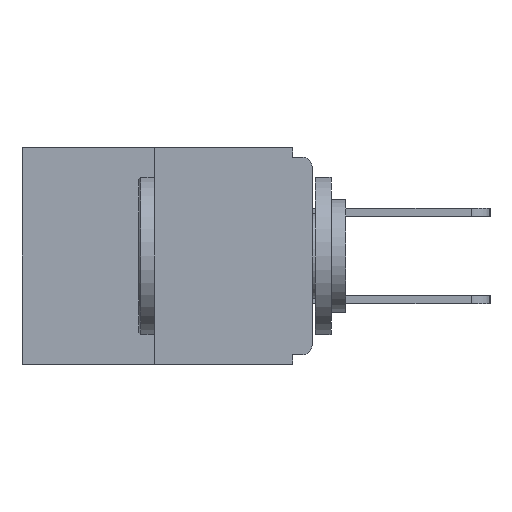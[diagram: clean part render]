
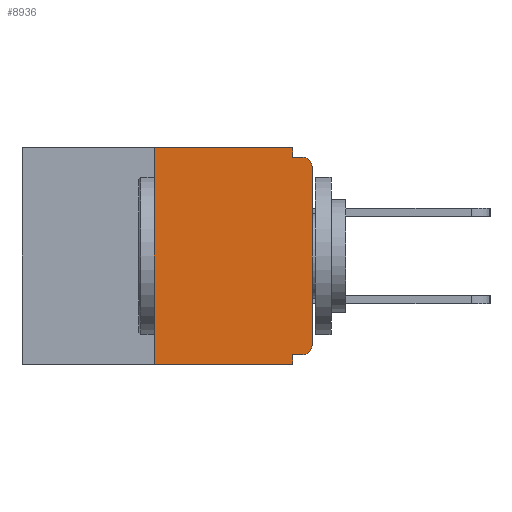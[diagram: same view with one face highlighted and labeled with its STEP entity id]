
A CAD part, left-side view. The second image highlights one B-rep face of the part: STEP entity #8936.
In plain terms, the highlighted planar face has unit normal (-1, 0, 0).
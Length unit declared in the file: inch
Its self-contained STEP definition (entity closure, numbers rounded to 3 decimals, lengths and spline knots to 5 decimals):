
#319 = FACE_OUTER_BOUND ( 'NONE', #8082, .T. ) ;
#368 = CARTESIAN_POINT ( 'NONE',  ( 0., 0.25, 0. ) ) ;
#548 = DIRECTION ( 'NONE',  ( -1., 0., 0. ) ) ;
#588 = EDGE_CURVE ( 'NONE', #8189, #8476, #11261, .T. ) ;
#759 = CIRCLE ( 'NONE', #11206, 0.015 ) ;
#872 = EDGE_CURVE ( 'NONE', #8476, #9902, #8725, .T. ) ;
#906 = CARTESIAN_POINT ( 'NONE',  ( 0., 0.031, 0. ) ) ;
#1415 = CARTESIAN_POINT ( 'NONE',  ( 0., 0., -0.03 ) ) ;
#1624 = EDGE_CURVE ( 'NONE', #12827, #8305, #13053, .T. ) ;
#1976 = ORIENTED_EDGE ( 'NONE', *, *, #12352, .T. ) ;
#2096 = CARTESIAN_POINT ( 'NONE',  ( 0., 0.015, -0.328 ) ) ;
#2220 = LINE ( 'NONE', #7497, #13786 ) ;
#2391 = VERTEX_POINT ( 'NONE', #906 ) ;
#2646 = VECTOR ( 'NONE', #13745, 39.37008 ) ;
#2657 = CARTESIAN_POINT ( 'NONE',  ( 0., 0.25, 0. ) ) ;
#2794 = CIRCLE ( 'NONE', #3802, 0.015 ) ;
#3070 = VERTEX_POINT ( 'NONE', #12972 ) ;
#3072 = DIRECTION ( 'NONE',  ( 0., 1., 0. ) ) ;
#3239 = EDGE_CURVE ( 'NONE', #2391, #12827, #4784, .T. ) ;
#3422 = CARTESIAN_POINT ( 'NONE',  ( 0., 0.031, -0.015 ) ) ;
#3647 = EDGE_CURVE ( 'NONE', #7895, #2391, #6825, .T. ) ;
#3802 = AXIS2_PLACEMENT_3D ( 'NONE', #6959, #548, #3837 ) ;
#3837 = DIRECTION ( 'NONE',  ( 0., 0., -1. ) ) ;
#4175 = DIRECTION ( 'NONE',  ( 0., -1., 0. ) ) ;
#4373 = EDGE_CURVE ( 'NONE', #8146, #7895, #4762, .T. ) ;
#4638 = LINE ( 'NONE', #8155, #12501 ) ;
#4762 = LINE ( 'NONE', #368, #5774 ) ;
#4770 = ORIENTED_EDGE ( 'NONE', *, *, #872, .F. ) ;
#4784 = LINE ( 'NONE', #10309, #11367 ) ;
#4941 = VECTOR ( 'NONE', #4175, 39.37008 ) ;
#5106 = ORIENTED_EDGE ( 'NONE', *, *, #588, .F. ) ;
#5418 = ORIENTED_EDGE ( 'NONE', *, *, #3647, .F. ) ;
#5534 = DIRECTION ( 'NONE',  ( 0., 0., -1. ) ) ;
#5774 = VECTOR ( 'NONE', #12086, 39.37008 ) ;
#6080 = EDGE_CURVE ( 'NONE', #8146, #9902, #2220, .T. ) ;
#6825 = LINE ( 'NONE', #7558, #4941 ) ;
#6959 = CARTESIAN_POINT ( 'NONE',  ( 0., 0.015, -0.313 ) ) ;
#7045 = DIRECTION ( 'NONE',  ( 0., 0., 1. ) ) ;
#7451 = CARTESIAN_POINT ( 'NONE',  ( 0., 0.25, -0.343 ) ) ;
#7497 = CARTESIAN_POINT ( 'NONE',  ( 0., 0.46, -0.343 ) ) ;
#7511 = VECTOR ( 'NONE', #11157, 39.37008 ) ;
#7558 = CARTESIAN_POINT ( 'NONE',  ( 0., 0.46, 0. ) ) ;
#7705 = CARTESIAN_POINT ( 'NONE',  ( 0., 0.015, -0.015 ) ) ;
#7895 = VERTEX_POINT ( 'NONE', #2657 ) ;
#7905 = CARTESIAN_POINT ( 'NONE',  ( 0., 0., -0.015 ) ) ;
#8082 = EDGE_LOOP ( 'NONE', ( #5418, #9130, #13095, #4770, #5106, #9750, #9992, #1976, #11254, #13776 ) ) ;
#8146 = VERTEX_POINT ( 'NONE', #7451 ) ;
#8155 = CARTESIAN_POINT ( 'NONE',  ( 0., 0., 0. ) ) ;
#8189 = VERTEX_POINT ( 'NONE', #2096 ) ;
#8305 = VERTEX_POINT ( 'NONE', #7705 ) ;
#8415 = CARTESIAN_POINT ( 'NONE',  ( 0., 0.031, -0.343 ) ) ;
#8476 = VERTEX_POINT ( 'NONE', #11168 ) ;
#8692 = DIRECTION ( 'NONE',  ( -1., 0., 0. ) ) ;
#8725 = LINE ( 'NONE', #8415, #2646 ) ;
#8936 = ADVANCED_FACE ( 'NONE', ( #319 ), #10307, .F. ) ;
#9117 = DIRECTION ( 'NONE',  ( 0., 0., -1. ) ) ;
#9130 = ORIENTED_EDGE ( 'NONE', *, *, #4373, .F. ) ;
#9171 = DIRECTION ( 'NONE',  ( 0., 0., -1. ) ) ;
#9750 = ORIENTED_EDGE ( 'NONE', *, *, #11479, .T. ) ;
#9902 = VERTEX_POINT ( 'NONE', #10877 ) ;
#9992 = ORIENTED_EDGE ( 'NONE', *, *, #10260, .T. ) ;
#10170 = DIRECTION ( 'NONE',  ( 1., 0., 0. ) ) ;
#10258 = VECTOR ( 'NONE', #3072, 39.37008 ) ;
#10260 = EDGE_CURVE ( 'NONE', #3070, #12238, #4638, .T. ) ;
#10307 = PLANE ( 'NONE',  #11082 ) ;
#10309 = CARTESIAN_POINT ( 'NONE',  ( 0., 0.031, 0. ) ) ;
#10877 = CARTESIAN_POINT ( 'NONE',  ( 0., 0.031, -0.343 ) ) ;
#11082 = AXIS2_PLACEMENT_3D ( 'NONE', #12458, #10170, #9171 ) ;
#11157 = DIRECTION ( 'NONE',  ( 0., -1., 0. ) ) ;
#11168 = CARTESIAN_POINT ( 'NONE',  ( 0., 0.031, -0.328 ) ) ;
#11206 = AXIS2_PLACEMENT_3D ( 'NONE', #12991, #8692, #5534 ) ;
#11254 = ORIENTED_EDGE ( 'NONE', *, *, #1624, .F. ) ;
#11261 = LINE ( 'NONE', #13758, #10258 ) ;
#11367 = VECTOR ( 'NONE', #9117, 39.37008 ) ;
#11479 = EDGE_CURVE ( 'NONE', #8189, #3070, #2794, .T. ) ;
#12086 = DIRECTION ( 'NONE',  ( 0., 0., 1. ) ) ;
#12238 = VERTEX_POINT ( 'NONE', #1415 ) ;
#12352 = EDGE_CURVE ( 'NONE', #12238, #8305, #759, .T. ) ;
#12458 = CARTESIAN_POINT ( 'NONE',  ( 0., 0.46, 0. ) ) ;
#12501 = VECTOR ( 'NONE', #7045, 39.37008 ) ;
#12827 = VERTEX_POINT ( 'NONE', #3422 ) ;
#12878 = DIRECTION ( 'NONE',  ( 0., -1., 0. ) ) ;
#12972 = CARTESIAN_POINT ( 'NONE',  ( 0., 0., -0.313 ) ) ;
#12991 = CARTESIAN_POINT ( 'NONE',  ( 0., 0.015, -0.03 ) ) ;
#13053 = LINE ( 'NONE', #7905, #7511 ) ;
#13095 = ORIENTED_EDGE ( 'NONE', *, *, #6080, .T. ) ;
#13745 = DIRECTION ( 'NONE',  ( 0., 0., -1. ) ) ;
#13758 = CARTESIAN_POINT ( 'NONE',  ( 0., 0., -0.328 ) ) ;
#13776 = ORIENTED_EDGE ( 'NONE', *, *, #3239, .F. ) ;
#13786 = VECTOR ( 'NONE', #12878, 39.37008 ) ;
